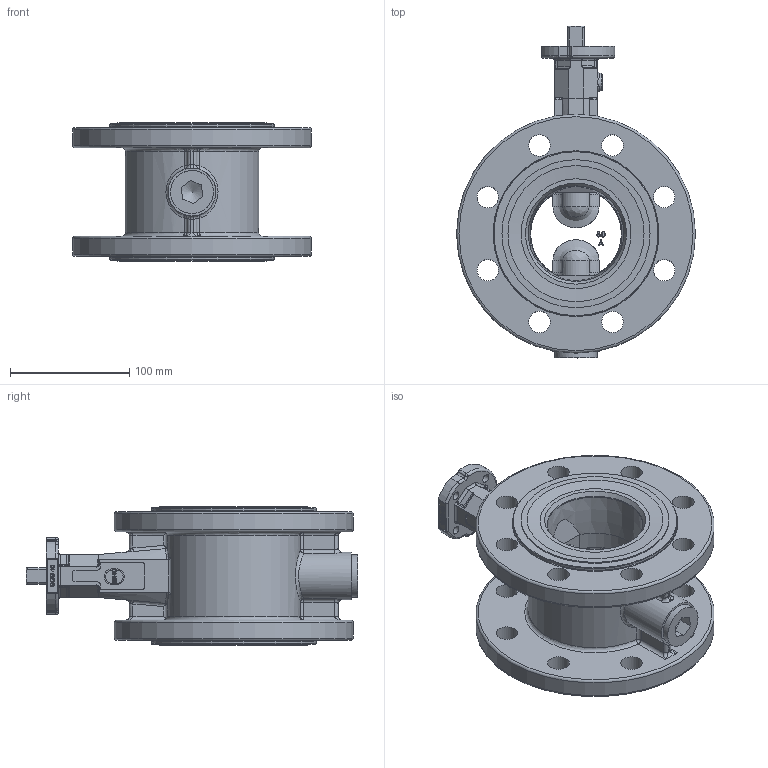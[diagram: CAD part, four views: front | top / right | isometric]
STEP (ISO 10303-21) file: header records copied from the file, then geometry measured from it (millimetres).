
FILE_DESCRIPTION((''),'2;1');
FILE_NAME('F012-A-DN80.stp','2007-09-27T08:56:00',('hellwig'),(''),'Autodesk Inventor 11','Autodesk Inventor 11','');
FILE_SCHEMA(('AUTOMOTIVE_DESIGN { 1 0 10303 214 1 1 1 1 }'));
Length unit declared in the file: millimetre
Products named in the file (1): Bauteil1
Bounding box: 200 x 278 x 116 mm (x, y, z)
Volume: 1506364.4 mm3; surface area: 246241.9 mm2
Topology: 1 solids, 9 shells, 743 faces, 1857 edges, 1172 vertices
Faces by surface type: bspline 259, plane 237, cylinder 160, cone 51, torus 34, sphere 2
Full cylindrical faces by diameter (mm): 4 x1, 6 x1, 7 x4, 15 x1, 16.2 x3, 18 x24, 18.18 x3, 18.2 x1, 24.95 x3, 30 x1, 36 x1, 40 x1, 124 x1, 137.9 x1, 200 x2
Entity records: 31622 total; most frequent: CARTESIAN_POINT 16066, ORIENTED_EDGE 3358, DIRECTION 2680, EDGE_CURVE 1679, VERTEX_POINT 1130, AXIS2_PLACEMENT_3D 990, EDGE_LOOP 971, FACE_OUTER_BOUND 740
